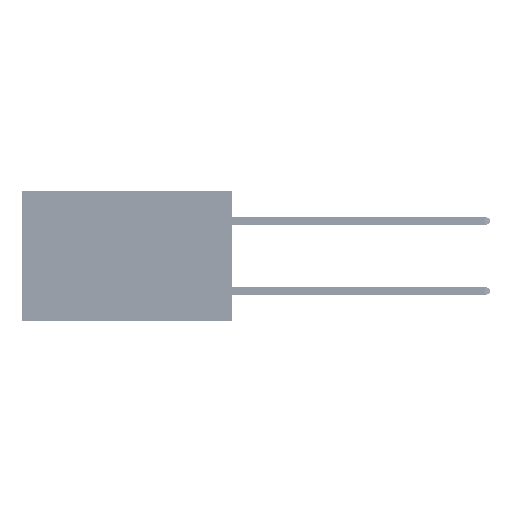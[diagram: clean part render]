
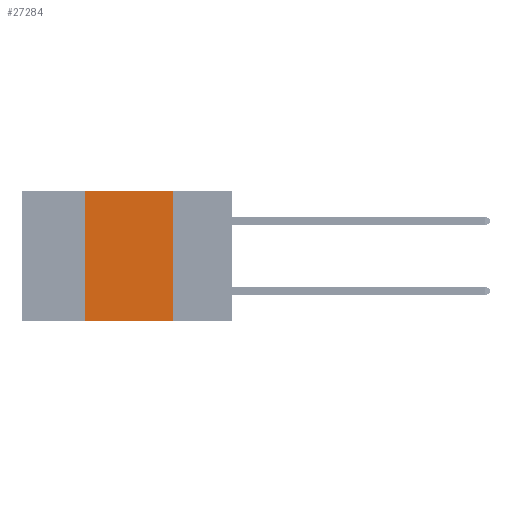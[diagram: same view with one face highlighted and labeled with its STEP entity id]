
A CAD part, left-side view. The second image highlights one B-rep face of the part: STEP entity #27284.
In plain terms, the highlighted planar face has unit normal (-1, 0, 0).
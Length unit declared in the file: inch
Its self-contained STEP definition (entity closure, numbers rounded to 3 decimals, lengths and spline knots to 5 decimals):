
#3174 = LINE ( 'NONE', #4592, #30505 ) ;
#3558 = CARTESIAN_POINT ( 'NONE',  ( 0., 0.42, -0.37 ) ) ;
#4079 = VERTEX_POINT ( 'NONE', #30282 ) ;
#4320 = CARTESIAN_POINT ( 'NONE',  ( 0., 0.42, 0. ) ) ;
#4592 = CARTESIAN_POINT ( 'NONE',  ( 0., 0.6, -0.37 ) ) ;
#4674 = FACE_OUTER_BOUND ( 'NONE', #26329, .T. ) ;
#8793 = DIRECTION ( 'NONE',  ( 0., -1., 0. ) ) ;
#9010 = ORIENTED_EDGE ( 'NONE', *, *, #33469, .F. ) ;
#9244 = VECTOR ( 'NONE', #8793, 39.37008 ) ;
#10931 = EDGE_CURVE ( 'NONE', #31624, #16935, #19255, .T. ) ;
#13685 = LINE ( 'NONE', #25327, #22586 ) ;
#14110 = CARTESIAN_POINT ( 'NONE',  ( 0., 0.6, 0. ) ) ;
#14478 = ORIENTED_EDGE ( 'NONE', *, *, #49147, .F. ) ;
#16935 = VERTEX_POINT ( 'NONE', #43151 ) ;
#18097 = DIRECTION ( 'NONE',  ( 1., 0., 0. ) ) ;
#19255 = LINE ( 'NONE', #4320, #21654 ) ;
#21654 = VECTOR ( 'NONE', #38868, 39.37008 ) ;
#21699 = DIRECTION ( 'NONE',  ( 0., 0., -1. ) ) ;
#21771 = PLANE ( 'NONE',  #32395 ) ;
#22586 = VECTOR ( 'NONE', #21699, 39.37008 ) ;
#24412 = ORIENTED_EDGE ( 'NONE', *, *, #10931, .F. ) ;
#25327 = CARTESIAN_POINT ( 'NONE',  ( 0., 0.17, 0. ) ) ;
#26329 = EDGE_LOOP ( 'NONE', ( #9010, #14478, #24412, #44626 ) ) ;
#27284 = ADVANCED_FACE ( 'NONE', ( #4674 ), #21771, .F. ) ;
#27613 = CARTESIAN_POINT ( 'NONE',  ( 0., 0.17, -0.37 ) ) ;
#30282 = CARTESIAN_POINT ( 'NONE',  ( 0., 0.17, 0. ) ) ;
#30505 = VECTOR ( 'NONE', #37523, 39.37008 ) ;
#31308 = CARTESIAN_POINT ( 'NONE',  ( 0., 0.6, 0. ) ) ;
#31624 = VERTEX_POINT ( 'NONE', #3558 ) ;
#32395 = AXIS2_PLACEMENT_3D ( 'NONE', #14110, #18097, #44358 ) ;
#33469 = EDGE_CURVE ( 'NONE', #4079, #38526, #13685, .T. ) ;
#37140 = EDGE_CURVE ( 'NONE', #31624, #38526, #3174, .T. ) ;
#37523 = DIRECTION ( 'NONE',  ( 0., -1., 0. ) ) ;
#38526 = VERTEX_POINT ( 'NONE', #27613 ) ;
#38868 = DIRECTION ( 'NONE',  ( 0., 0., 1. ) ) ;
#43112 = LINE ( 'NONE', #31308, #9244 ) ;
#43151 = CARTESIAN_POINT ( 'NONE',  ( 0., 0.42, 0. ) ) ;
#44358 = DIRECTION ( 'NONE',  ( 0., 0., -1. ) ) ;
#44626 = ORIENTED_EDGE ( 'NONE', *, *, #37140, .T. ) ;
#49147 = EDGE_CURVE ( 'NONE', #16935, #4079, #43112, .T. ) ;
